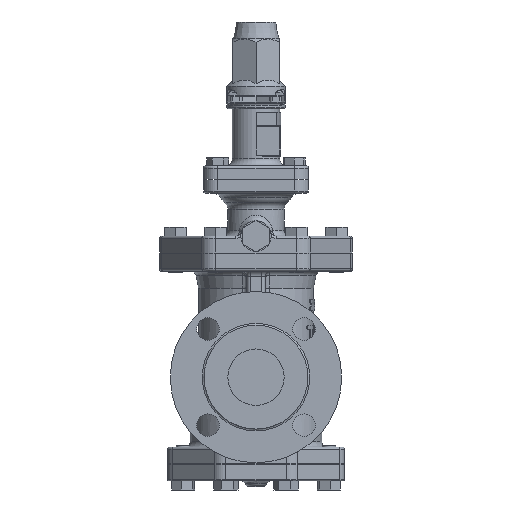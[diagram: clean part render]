
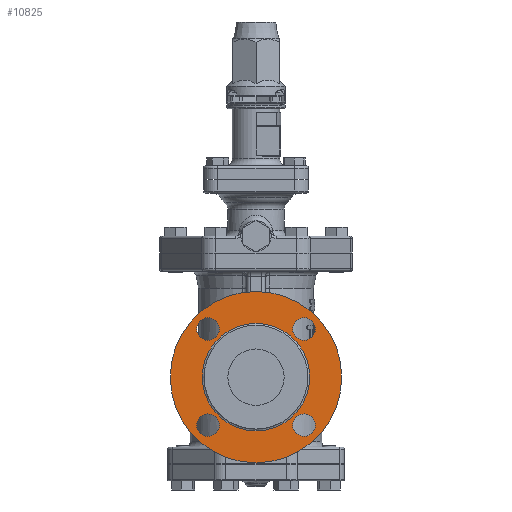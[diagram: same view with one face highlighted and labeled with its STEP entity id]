
A CAD part, left-side view. The second image highlights one B-rep face of the part: STEP entity #10825.
In plain terms, the highlighted planar face has unit normal (-1, 0, 0).
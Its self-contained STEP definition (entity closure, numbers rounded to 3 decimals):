
#2074=FACE_BOUND('',#3208,.T.);
#2075=FACE_BOUND('',#3209,.T.);
#2076=FACE_BOUND('',#3210,.T.);
#2077=FACE_BOUND('',#3211,.T.);
#2078=FACE_BOUND('',#3212,.T.);
#2184=PLANE('',#11553);
#2480=FACE_OUTER_BOUND('',#3207,.T.);
#3207=EDGE_LOOP('',(#7510));
#3208=EDGE_LOOP('',(#7511));
#3209=EDGE_LOOP('',(#7512));
#3210=EDGE_LOOP('',(#7513));
#3211=EDGE_LOOP('',(#7514));
#3212=EDGE_LOOP('',(#7515));
#4232=CIRCLE('',#11552,47.65);
#4233=CIRCLE('',#11554,76.);
#4234=CIRCLE('',#11555,10.);
#4235=CIRCLE('',#11556,10.);
#4236=CIRCLE('',#11557,10.);
#4237=CIRCLE('',#11558,10.);
#4828=VERTEX_POINT('',#17300);
#4829=VERTEX_POINT('',#17303);
#4830=VERTEX_POINT('',#17305);
#4831=VERTEX_POINT('',#17307);
#4832=VERTEX_POINT('',#17309);
#4833=VERTEX_POINT('',#17311);
#5861=EDGE_CURVE('',#4828,#4828,#4232,.T.);
#5862=EDGE_CURVE('',#4829,#4829,#4233,.T.);
#5863=EDGE_CURVE('',#4830,#4830,#4234,.T.);
#5864=EDGE_CURVE('',#4831,#4831,#4235,.T.);
#5865=EDGE_CURVE('',#4832,#4832,#4236,.T.);
#5866=EDGE_CURVE('',#4833,#4833,#4237,.T.);
#7510=ORIENTED_EDGE('',*,*,#5862,.F.);
#7511=ORIENTED_EDGE('',*,*,#5863,.F.);
#7512=ORIENTED_EDGE('',*,*,#5864,.F.);
#7513=ORIENTED_EDGE('',*,*,#5865,.F.);
#7514=ORIENTED_EDGE('',*,*,#5866,.F.);
#7515=ORIENTED_EDGE('',*,*,#5861,.F.);
#10825=ADVANCED_FACE('',(#2480,#2074,#2075,#2076,#2077,#2078),#2184,.F.);
#11552=AXIS2_PLACEMENT_3D('',#17301,#12777,#12778);
#11553=AXIS2_PLACEMENT_3D('',#17302,#12779,#12780);
#11554=AXIS2_PLACEMENT_3D('',#17304,#12781,#12782);
#11555=AXIS2_PLACEMENT_3D('',#17306,#12783,#12784);
#11556=AXIS2_PLACEMENT_3D('',#17308,#12785,#12786);
#11557=AXIS2_PLACEMENT_3D('',#17310,#12787,#12788);
#11558=AXIS2_PLACEMENT_3D('',#17312,#12789,#12790);
#12777=DIRECTION('center_axis',(-1.,0.,0.));
#12778=DIRECTION('ref_axis',(0.,0.,1.));
#12779=DIRECTION('center_axis',(1.,0.,0.));
#12780=DIRECTION('ref_axis',(0.,0.,-1.));
#12781=DIRECTION('center_axis',(1.,0.,0.));
#12782=DIRECTION('ref_axis',(0.,0.,1.));
#12783=DIRECTION('center_axis',(-1.,0.,0.));
#12784=DIRECTION('ref_axis',(0.,-1.,0.));
#12785=DIRECTION('center_axis',(-1.,0.,0.));
#12786=DIRECTION('ref_axis',(0.,0.,1.));
#12787=DIRECTION('center_axis',(-1.,0.,0.));
#12788=DIRECTION('ref_axis',(0.,1.,0.));
#12789=DIRECTION('center_axis',(-1.,0.,0.));
#12790=DIRECTION('ref_axis',(0.,0.,-1.));
#17300=CARTESIAN_POINT('',(-125.9,0.,-47.65));
#17301=CARTESIAN_POINT('Origin',(-125.9,0.,0.));
#17302=CARTESIAN_POINT('Origin',(-125.9,0.,0.));
#17303=CARTESIAN_POINT('',(-125.9,0.,-76.));
#17304=CARTESIAN_POINT('Origin',(-125.9,0.,0.));
#17305=CARTESIAN_POINT('',(-125.9,42.639,-52.639));
#17306=CARTESIAN_POINT('Origin',(-125.9,42.639,-42.639));
#17307=CARTESIAN_POINT('',(-125.9,-42.639,-52.639));
#17308=CARTESIAN_POINT('Origin',(-125.9,-42.639,-42.639));
#17309=CARTESIAN_POINT('',(-125.9,-42.639,32.639));
#17310=CARTESIAN_POINT('Origin',(-125.9,-42.639,42.639));
#17311=CARTESIAN_POINT('',(-125.9,42.639,32.639));
#17312=CARTESIAN_POINT('Origin',(-125.9,42.639,42.639));
